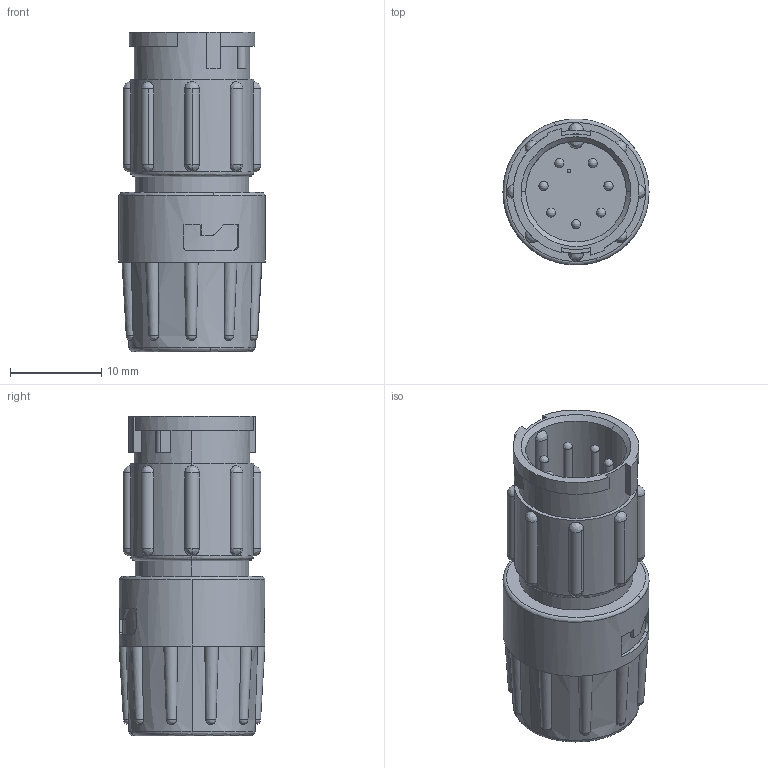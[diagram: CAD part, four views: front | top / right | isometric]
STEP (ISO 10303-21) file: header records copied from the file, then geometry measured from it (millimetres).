
FILE_DESCRIPTION (( 'STEP AP203' ), '1' );
FILE_NAME ('8282-7PG-311.STEP', '2013-11-20T20:38:03', ( '21FPBF1' ), ( 'Conxall' ), 'SwSTEP 2.0', 'SolidWorks 2012', '' );
FILE_SCHEMA (( 'CONFIG_CONTROL_DESIGN' ));
Length unit declared in the file: inch
Products named in the file (1): 8282-7PG-311
Bounding box: 16 x 15.99 x 35.05 mm (x, y, z)
Volume: 4824.1 mm3; surface area: 2642.8 mm2
Topology: 1 solids, 1 shells, 170 faces, 480 edges, 288 vertices
Faces by surface type: bspline 59, cylinder 57, plane 50, cone 4
Entity records: 10235 total; most frequent: CARTESIAN_POINT 6279, ORIENTED_EDGE 880, DIRECTION 737, EDGE_CURVE 440, AXIS2_PLACEMENT_3D 304, VERTEX_POINT 288, CIRCLE 192, EDGE_LOOP 186
